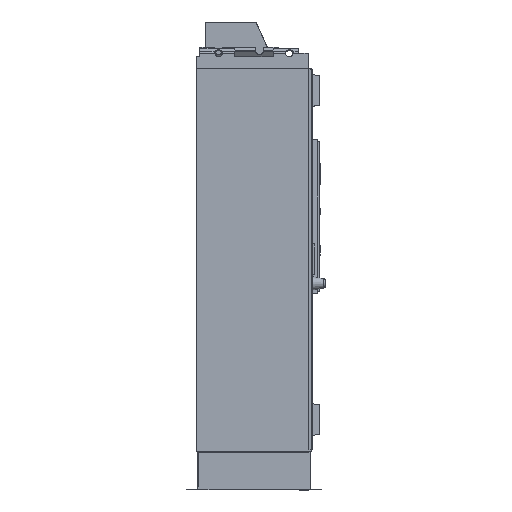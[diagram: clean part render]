
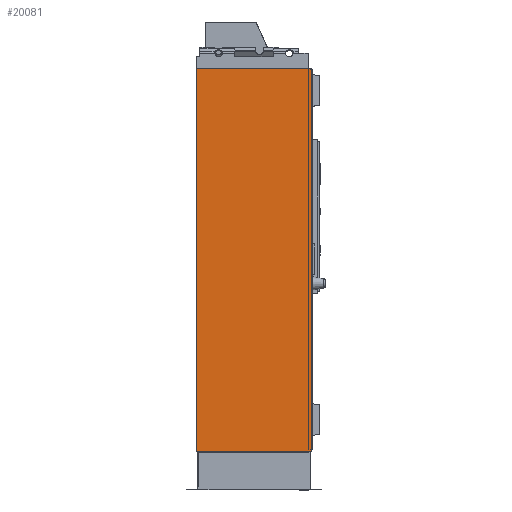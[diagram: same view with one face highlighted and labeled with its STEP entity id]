
A CAD part, left-side view. The second image highlights one B-rep face of the part: STEP entity #20081.
In plain terms, the highlighted planar face has unit normal (-1, 0, 0).
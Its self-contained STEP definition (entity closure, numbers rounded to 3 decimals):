
#20081=ADVANCED_FACE('',(#24869),#22449,.T.);
#22449=PLANE('',#73525);
#24869=FACE_OUTER_BOUND('',#28465,.T.);
#28465=EDGE_LOOP('',(#40449,#40450,#40451,#40452));
#40449=ORIENTED_EDGE('',*,*,#55795,.F.);
#40450=ORIENTED_EDGE('',*,*,#55793,.T.);
#40451=ORIENTED_EDGE('',*,*,#55796,.F.);
#40452=ORIENTED_EDGE('',*,*,#55797,.F.);
#48816=VERTEX_POINT('',#105595);
#48817=VERTEX_POINT('',#105597);
#48818=VERTEX_POINT('',#105601);
#48819=VERTEX_POINT('',#105603);
#55793=EDGE_CURVE('',#48817,#48816,#62307,.T.);
#55795=EDGE_CURVE('',#48817,#48818,#62309,.T.);
#55796=EDGE_CURVE('',#48819,#48816,#62310,.T.);
#55797=EDGE_CURVE('',#48818,#48819,#62311,.T.);
#62307=LINE('',#105596,#68664);
#62309=LINE('',#105600,#68666);
#62310=LINE('',#105602,#68667);
#62311=LINE('',#105604,#68668);
#68664=VECTOR('',#84986,1.);
#68666=VECTOR('',#84990,1.);
#68667=VECTOR('',#84991,1.);
#68668=VECTOR('',#84992,1.);
#73525=AXIS2_PLACEMENT_3D('',#105605,#84993,#84994);
#84986=DIRECTION('',(0.,0.,-1.));
#84990=DIRECTION('',(0.,-1.,0.));
#84991=DIRECTION('',(0.,1.,0.));
#84992=DIRECTION('',(0.,0.,-1.));
#84993=DIRECTION('',(-1.,0.,0.));
#84994=DIRECTION('',(0.,0.,1.));
#105595=CARTESIAN_POINT('',(-1750.,600.,-100.));
#105596=CARTESIAN_POINT('',(-1750.,600.,1932.5));
#105597=CARTESIAN_POINT('',(-1750.,600.,1899.5));
#105600=CARTESIAN_POINT('',(-1750.,600.,1899.5));
#105601=CARTESIAN_POINT('',(-1750.,0.,1899.5));
#105602=CARTESIAN_POINT('',(-1750.,600.,-100.));
#105603=CARTESIAN_POINT('',(-1750.,0.,-100.));
#105604=CARTESIAN_POINT('',(-1750.,0.,0.));
#105605=CARTESIAN_POINT('',(-1750.,300.,1932.5));
